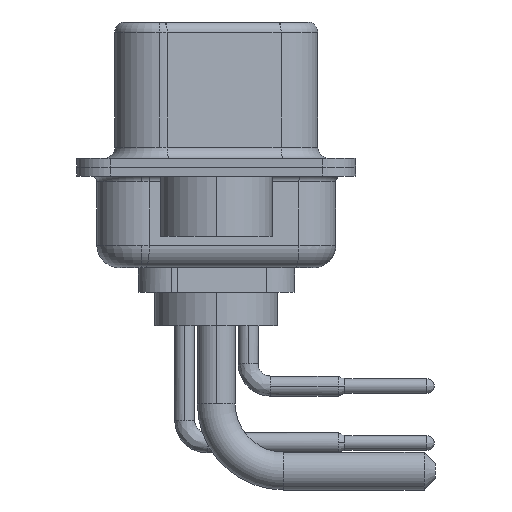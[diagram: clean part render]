
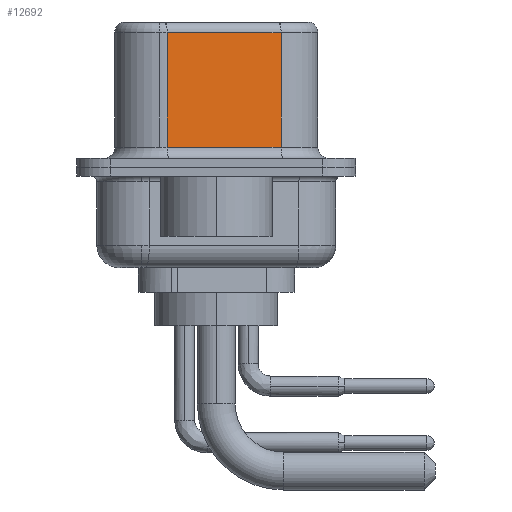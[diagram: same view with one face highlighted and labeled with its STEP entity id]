
A CAD part, left-side view. The second image highlights one B-rep face of the part: STEP entity #12692.
In plain terms, the highlighted planar face has unit normal (-0.985, -0.174, 0).
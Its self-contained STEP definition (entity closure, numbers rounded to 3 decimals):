
#97 = CARTESIAN_POINT ( 'NONE',  ( 4.58, -2.897, 0.9 ) ) ;
#394 = ORIENTED_EDGE ( 'NONE', *, *, #8663, .F. ) ;
#1189 = CARTESIAN_POINT ( 'NONE',  ( 4.58, -2.897, 6.52 ) ) ;
#4302 = VERTEX_POINT ( 'NONE', #20324 ) ;
#5658 = FACE_OUTER_BOUND ( 'NONE', #21434, .T. ) ;
#6153 = DIRECTION ( 'NONE',  ( 0.174, -0.985, 0. ) ) ;
#6246 = CARTESIAN_POINT ( 'NONE',  ( 3.68, 2.203, 6.02 ) ) ;
#6443 = VECTOR ( 'NONE', #23915, 1000. ) ;
#8266 = CARTESIAN_POINT ( 'NONE',  ( 4.58, -2.897, 6.02 ) ) ;
#8468 = LINE ( 'NONE', #97, #11022 ) ;
#8663 = EDGE_CURVE ( 'NONE', #22068, #18334, #23964, .T. ) ;
#8748 = EDGE_CURVE ( 'NONE', #4302, #18334, #8468, .T. ) ;
#9622 = CARTESIAN_POINT ( 'NONE',  ( 4.58, -2.897, 6.02 ) ) ;
#10988 = CARTESIAN_POINT ( 'NONE',  ( 3.68, 2.203, 6.52 ) ) ;
#11022 = VECTOR ( 'NONE', #6153, 1000. ) ;
#12692 = ADVANCED_FACE ( 'NONE', ( #5658 ), #18549, .F. ) ;
#13239 = DIRECTION ( 'NONE',  ( 0., 0., -1. ) ) ;
#13557 = CARTESIAN_POINT ( 'NONE',  ( 4.58, -2.897, 0.9 ) ) ;
#14185 = DIRECTION ( 'NONE',  ( -0.174, 0.985, 0. ) ) ;
#14472 = DIRECTION ( 'NONE',  ( 0.985, 0.174, 0. ) ) ;
#15073 = LINE ( 'NONE', #8266, #6443 ) ;
#15745 = VERTEX_POINT ( 'NONE', #6246 ) ;
#15749 = EDGE_CURVE ( 'NONE', #22068, #15745, #15073, .T. ) ;
#16730 = AXIS2_PLACEMENT_3D ( 'NONE', #1189, #14472, #14185 ) ;
#16801 = ORIENTED_EDGE ( 'NONE', *, *, #8748, .T. ) ;
#18334 = VERTEX_POINT ( 'NONE', #13557 ) ;
#18549 = PLANE ( 'NONE',  #16730 ) ;
#19807 = DIRECTION ( 'NONE',  ( 0., 0., -1. ) ) ;
#20269 = ORIENTED_EDGE ( 'NONE', *, *, #20511, .T. ) ;
#20324 = CARTESIAN_POINT ( 'NONE',  ( 3.68, 2.203, 0.9 ) ) ;
#20511 = EDGE_CURVE ( 'NONE', #15745, #4302, #24587, .T. ) ;
#20757 = VECTOR ( 'NONE', #13239, 1000. ) ;
#21434 = EDGE_LOOP ( 'NONE', ( #394, #22335, #20269, #16801 ) ) ;
#22068 = VERTEX_POINT ( 'NONE', #9622 ) ;
#22335 = ORIENTED_EDGE ( 'NONE', *, *, #15749, .T. ) ;
#23915 = DIRECTION ( 'NONE',  ( -0.174, 0.985, 0. ) ) ;
#23964 = LINE ( 'NONE', #28436, #20757 ) ;
#24587 = LINE ( 'NONE', #10988, #25071 ) ;
#25071 = VECTOR ( 'NONE', #19807, 1000. ) ;
#28436 = CARTESIAN_POINT ( 'NONE',  ( 4.58, -2.897, 6.52 ) ) ;
